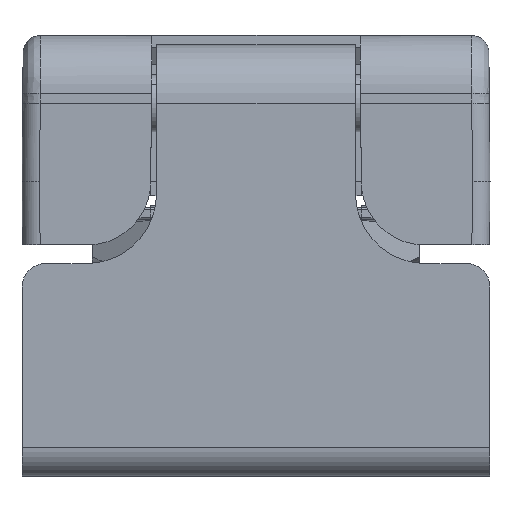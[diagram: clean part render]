
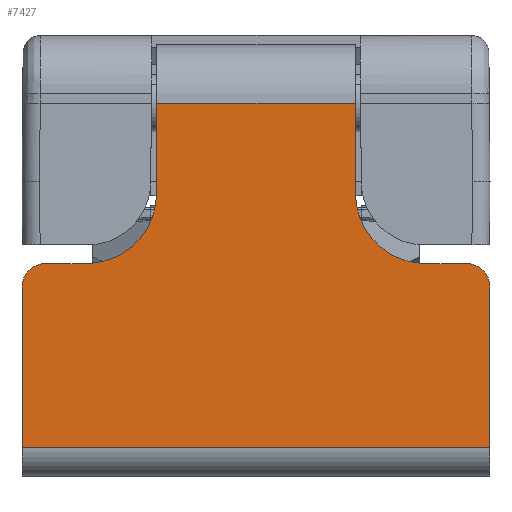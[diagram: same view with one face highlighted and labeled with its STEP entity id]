
A CAD part, left-side view. The second image highlights one B-rep face of the part: STEP entity #7427.
In plain terms, the highlighted planar face has unit normal (-1, 0, 0).
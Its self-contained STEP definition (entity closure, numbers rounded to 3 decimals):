
#126 = FACE_OUTER_BOUND ( 'NONE', #10301, .T. ) ;
#225 = EDGE_CURVE ( 'NONE', #5437, #5627, #3789, .T. ) ;
#322 = VECTOR ( 'NONE', #3318, 1000. ) ;
#374 = ORIENTED_EDGE ( 'NONE', *, *, #4902, .T. ) ;
#521 = ORIENTED_EDGE ( 'NONE', *, *, #3817, .T. ) ;
#562 = VERTEX_POINT ( 'NONE', #4625 ) ;
#608 = CARTESIAN_POINT ( 'NONE',  ( 19.75, -20., -7. ) ) ;
#617 = LINE ( 'NONE', #5664, #2576 ) ;
#798 = AXIS2_PLACEMENT_3D ( 'NONE', #9810, #4430, #8786 ) ;
#833 = DIRECTION ( 'NONE',  ( 0., 1., 0. ) ) ;
#839 = VERTEX_POINT ( 'NONE', #10866 ) ;
#1109 = VERTEX_POINT ( 'NONE', #4493 ) ;
#1383 = CARTESIAN_POINT ( 'NONE',  ( 19.75, 20., -22.69 ) ) ;
#1420 = LINE ( 'NONE', #9396, #4097 ) ;
#1580 = VERTEX_POINT ( 'NONE', #1383 ) ;
#1689 = CARTESIAN_POINT ( 'NONE',  ( 19.75, 18., -9. ) ) ;
#2024 = DIRECTION ( 'NONE',  ( 1., 0., 0. ) ) ;
#2069 = DIRECTION ( 'NONE',  ( 0., 1., 0. ) ) ;
#2166 = AXIS2_PLACEMENT_3D ( 'NONE', #9997, #8157, #9935 ) ;
#2433 = VERTEX_POINT ( 'NONE', #2630 ) ;
#2576 = VECTOR ( 'NONE', #5721, 1000. ) ;
#2630 = CARTESIAN_POINT ( 'NONE',  ( 19.75, 8.5, 6.7 ) ) ;
#2826 = LINE ( 'NONE', #8862, #6547 ) ;
#3164 = VECTOR ( 'NONE', #10735, 1000. ) ;
#3318 = DIRECTION ( 'NONE',  ( 0., -1., 0. ) ) ;
#3373 = LINE ( 'NONE', #608, #322 ) ;
#3478 = CARTESIAN_POINT ( 'NONE',  ( 19.75, -8.5, 6.7 ) ) ;
#3520 = ORIENTED_EDGE ( 'NONE', *, *, #225, .T. ) ;
#3554 = CIRCLE ( 'NONE', #9213, 6. ) ;
#3789 = CIRCLE ( 'NONE', #9286, 6. ) ;
#3817 = EDGE_CURVE ( 'NONE', #8727, #1580, #617, .T. ) ;
#3827 = ORIENTED_EDGE ( 'NONE', *, *, #8557, .F. ) ;
#3929 = CARTESIAN_POINT ( 'NONE',  ( 19.75, -18., -7. ) ) ;
#4034 = CARTESIAN_POINT ( 'NONE',  ( 19.75, -8.5, -25.2 ) ) ;
#4097 = VECTOR ( 'NONE', #10320, 1000. ) ;
#4255 = VERTEX_POINT ( 'NONE', #3478 ) ;
#4430 = DIRECTION ( 'NONE',  ( -1., 0., 0. ) ) ;
#4493 = CARTESIAN_POINT ( 'NONE',  ( 19.75, 8.5, -1. ) ) ;
#4564 = DIRECTION ( 'NONE',  ( 0., 1., 0. ) ) ;
#4625 = CARTESIAN_POINT ( 'NONE',  ( 19.75, 14.5, -7. ) ) ;
#4651 = ORIENTED_EDGE ( 'NONE', *, *, #4678, .T. ) ;
#4678 = EDGE_CURVE ( 'NONE', #839, #9584, #8486, .T. ) ;
#4712 = LINE ( 'NONE', #4034, #7962 ) ;
#4727 = DIRECTION ( 'NONE',  ( 1., 0., 0. ) ) ;
#4902 = EDGE_CURVE ( 'NONE', #1109, #562, #3554, .T. ) ;
#5049 = ORIENTED_EDGE ( 'NONE', *, *, #6907, .F. ) ;
#5245 = DIRECTION ( 'NONE',  ( -1., 0., 0. ) ) ;
#5437 = VERTEX_POINT ( 'NONE', #7963 ) ;
#5627 = VERTEX_POINT ( 'NONE', #5705 ) ;
#5664 = CARTESIAN_POINT ( 'NONE',  ( 19.75, 20., -25.2 ) ) ;
#5705 = CARTESIAN_POINT ( 'NONE',  ( 19.75, -8.5, -1. ) ) ;
#5721 = DIRECTION ( 'NONE',  ( 0., 0., -1. ) ) ;
#5758 = EDGE_CURVE ( 'NONE', #11375, #8727, #8015, .T. ) ;
#5911 = EDGE_CURVE ( 'NONE', #4255, #2433, #2826, .T. ) ;
#6231 = VECTOR ( 'NONE', #8733, 1000. ) ;
#6547 = VECTOR ( 'NONE', #2069, 1000. ) ;
#6907 = EDGE_CURVE ( 'NONE', #5437, #9584, #3373, .T. ) ;
#6957 = LINE ( 'NONE', #7877, #6231 ) ;
#7059 = LINE ( 'NONE', #7981, #7190 ) ;
#7190 = VECTOR ( 'NONE', #8955, 1000. ) ;
#7335 = ORIENTED_EDGE ( 'NONE', *, *, #9980, .F. ) ;
#7394 = CARTESIAN_POINT ( 'NONE',  ( 19.75, 20., -7. ) ) ;
#7427 = ADVANCED_FACE ( 'NONE', ( #126 ), #9071, .F. ) ;
#7522 = DIRECTION ( 'NONE',  ( 0., 0., 1. ) ) ;
#7629 = ORIENTED_EDGE ( 'NONE', *, *, #10111, .F. ) ;
#7877 = CARTESIAN_POINT ( 'NONE',  ( 19.75, -20., -25.2 ) ) ;
#7962 = VECTOR ( 'NONE', #7522, 1000. ) ;
#7963 = CARTESIAN_POINT ( 'NONE',  ( 19.75, -14.5, -7. ) ) ;
#7981 = CARTESIAN_POINT ( 'NONE',  ( 19.75, -20., -22.69 ) ) ;
#8015 = CIRCLE ( 'NONE', #9480, 2. ) ;
#8109 = VERTEX_POINT ( 'NONE', #10875 ) ;
#8157 = DIRECTION ( 'NONE',  ( 1., 0., 0. ) ) ;
#8228 = CARTESIAN_POINT ( 'NONE',  ( 19.75, 14.5, -1. ) ) ;
#8267 = ORIENTED_EDGE ( 'NONE', *, *, #10677, .F. ) ;
#8486 = CIRCLE ( 'NONE', #798, 2. ) ;
#8557 = EDGE_CURVE ( 'NONE', #839, #8109, #6957, .T. ) ;
#8727 = VERTEX_POINT ( 'NONE', #9763 ) ;
#8733 = DIRECTION ( 'NONE',  ( 0., 0., -1. ) ) ;
#8786 = DIRECTION ( 'NONE',  ( 0., 1., 0. ) ) ;
#8862 = CARTESIAN_POINT ( 'NONE',  ( 19.75, -20., 6.7 ) ) ;
#8888 = ORIENTED_EDGE ( 'NONE', *, *, #5758, .T. ) ;
#8955 = DIRECTION ( 'NONE',  ( 0., 1., 0. ) ) ;
#8973 = ORIENTED_EDGE ( 'NONE', *, *, #9838, .T. ) ;
#9071 = PLANE ( 'NONE',  #2166 ) ;
#9143 = DIRECTION ( 'NONE',  ( 0., 1., 0. ) ) ;
#9197 = CARTESIAN_POINT ( 'NONE',  ( 19.75, -14.5, -1. ) ) ;
#9213 = AXIS2_PLACEMENT_3D ( 'NONE', #8228, #4727, #4564 ) ;
#9286 = AXIS2_PLACEMENT_3D ( 'NONE', #9197, #2024, #9143 ) ;
#9396 = CARTESIAN_POINT ( 'NONE',  ( 19.75, 8.5, 15. ) ) ;
#9480 = AXIS2_PLACEMENT_3D ( 'NONE', #1689, #5245, #833 ) ;
#9584 = VERTEX_POINT ( 'NONE', #3929 ) ;
#9763 = CARTESIAN_POINT ( 'NONE',  ( 19.75, 20., -9. ) ) ;
#9810 = CARTESIAN_POINT ( 'NONE',  ( 19.75, -18., -9. ) ) ;
#9838 = EDGE_CURVE ( 'NONE', #5627, #4255, #4712, .T. ) ;
#9851 = ORIENTED_EDGE ( 'NONE', *, *, #5911, .T. ) ;
#9935 = DIRECTION ( 'NONE',  ( 0., 1., 0. ) ) ;
#9980 = EDGE_CURVE ( 'NONE', #8109, #1580, #7059, .T. ) ;
#9997 = CARTESIAN_POINT ( 'NONE',  ( 19.75, -20., -25.2 ) ) ;
#10111 = EDGE_CURVE ( 'NONE', #11375, #562, #10899, .T. ) ;
#10161 = CARTESIAN_POINT ( 'NONE',  ( 19.75, 18., -7. ) ) ;
#10301 = EDGE_LOOP ( 'NONE', ( #7629, #8888, #521, #7335, #3827, #4651, #5049, #3520, #8973, #9851, #8267, #374 ) ) ;
#10320 = DIRECTION ( 'NONE',  ( 0., 0., 1. ) ) ;
#10677 = EDGE_CURVE ( 'NONE', #1109, #2433, #1420, .T. ) ;
#10735 = DIRECTION ( 'NONE',  ( 0., -1., 0. ) ) ;
#10866 = CARTESIAN_POINT ( 'NONE',  ( 19.75, -20., -9. ) ) ;
#10875 = CARTESIAN_POINT ( 'NONE',  ( 19.75, -20., -22.69 ) ) ;
#10899 = LINE ( 'NONE', #7394, #3164 ) ;
#11375 = VERTEX_POINT ( 'NONE', #10161 ) ;
